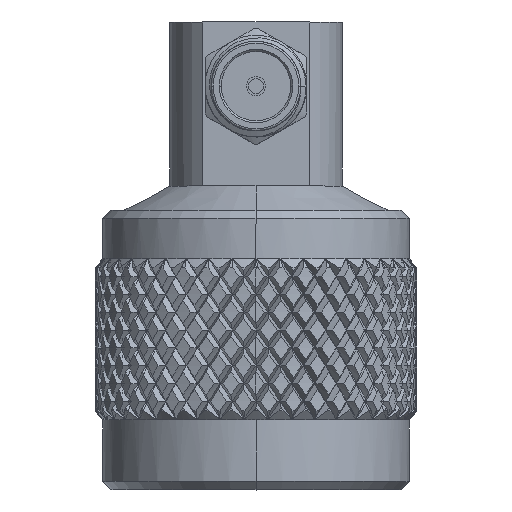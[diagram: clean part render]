
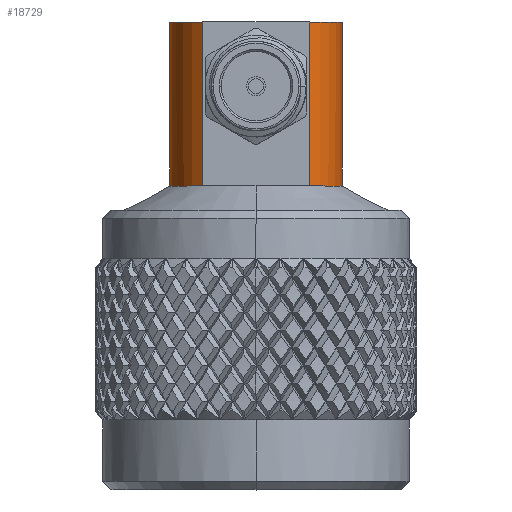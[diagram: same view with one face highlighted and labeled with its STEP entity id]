
A CAD part, top view. The second image highlights one B-rep face of the part: STEP entity #18729.
In plain terms, the highlighted cylindrical face has radius 5.395 mm (diameter 10.79 mm), a partial arc.
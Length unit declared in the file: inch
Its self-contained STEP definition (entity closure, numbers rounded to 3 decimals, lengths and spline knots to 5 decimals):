
#612 = CIRCLE ( 'NONE', #58625, 0.21241 ) ;
#14265 = ORIENTED_EDGE ( 'NONE', *, *, #89644, .F. ) ;
#15155 = EDGE_CURVE ( 'NONE', #63590, #60449, #37308, .T. ) ;
#16368 = DIRECTION ( 'NONE',  ( -1., 0., 0. ) ) ;
#18060 = FACE_OUTER_BOUND ( 'NONE', #36245, .T. ) ;
#18263 = DIRECTION ( 'NONE',  ( -1., 0., 0. ) ) ;
#18729 = ADVANCED_FACE ( 'NONE', ( #18060 ), #79282, .T. ) ;
#20160 = ORIENTED_EDGE ( 'NONE', *, *, #29151, .F. ) ;
#21589 = CARTESIAN_POINT ( 'NONE',  ( 0.46208, -0.13037, 0.16769 ) ) ;
#26725 = VERTEX_POINT ( 'NONE', #41383 ) ;
#29151 = EDGE_CURVE ( 'NONE', #26725, #34894, #33155, .T. ) ;
#30038 = ORIENTED_EDGE ( 'NONE', *, *, #31449, .T. ) ;
#30576 = AXIS2_PLACEMENT_3D ( 'NONE', #91720, #85174, #49193 ) ;
#30961 = CARTESIAN_POINT ( 'NONE',  ( -5.70743, 0., 0. ) ) ;
#31449 = EDGE_CURVE ( 'NONE', #41231, #34894, #612, .T. ) ;
#32094 = LINE ( 'NONE', #88914, #39983 ) ;
#33155 = LINE ( 'NONE', #39030, #79902 ) ;
#34705 = CARTESIAN_POINT ( 'NONE',  ( 0.46208, 0.13037, 0.16769 ) ) ;
#34894 = VERTEX_POINT ( 'NONE', #21589 ) ;
#35599 = DIRECTION ( 'NONE',  ( -1., 0., 0. ) ) ;
#35812 = CARTESIAN_POINT ( 'NONE',  ( 0.05962, 0.13037, 0.16769 ) ) ;
#36245 = EDGE_LOOP ( 'NONE', ( #30038, #20160, #14265, #71722, #64561 ) ) ;
#37308 = CIRCLE ( 'NONE', #30576, 0.21241 ) ;
#38421 = DIRECTION ( 'NONE',  ( 1., 0., 0. ) ) ;
#39030 = CARTESIAN_POINT ( 'NONE',  ( 0.05962, -0.13037, 0.16769 ) ) ;
#39983 = VECTOR ( 'NONE', #53537, 39.37008 ) ;
#40038 = CARTESIAN_POINT ( 'NONE',  ( 0.46208, 0., 0. ) ) ;
#41231 = VERTEX_POINT ( 'NONE', #34705 ) ;
#41383 = CARTESIAN_POINT ( 'NONE',  ( 0.05962, -0.13037, 0.16769 ) ) ;
#45688 = CIRCLE ( 'NONE', #67438, 0.21241 ) ;
#49193 = DIRECTION ( 'NONE',  ( 0., 0., 1. ) ) ;
#51360 = AXIS2_PLACEMENT_3D ( 'NONE', #30961, #16368, #87910 ) ;
#53537 = DIRECTION ( 'NONE',  ( 1., 0., 0. ) ) ;
#58625 = AXIS2_PLACEMENT_3D ( 'NONE', #40038, #18263, #75787 ) ;
#60449 = VERTEX_POINT ( 'NONE', #88146 ) ;
#62231 = EDGE_CURVE ( 'NONE', #63590, #41231, #32094, .T. ) ;
#63590 = VERTEX_POINT ( 'NONE', #35812 ) ;
#63656 = CARTESIAN_POINT ( 'NONE',  ( 0.05962, 0., 0. ) ) ;
#64561 = ORIENTED_EDGE ( 'NONE', *, *, #62231, .T. ) ;
#67438 = AXIS2_PLACEMENT_3D ( 'NONE', #63656, #35599, #77892 ) ;
#71722 = ORIENTED_EDGE ( 'NONE', *, *, #15155, .F. ) ;
#75787 = DIRECTION ( 'NONE',  ( 0., 0., 1. ) ) ;
#77892 = DIRECTION ( 'NONE',  ( 0., 0., 1. ) ) ;
#79282 = CYLINDRICAL_SURFACE ( 'NONE', #51360, 0.21241 ) ;
#79902 = VECTOR ( 'NONE', #38421, 39.37008 ) ;
#85174 = DIRECTION ( 'NONE',  ( -1., 0., 0. ) ) ;
#87910 = DIRECTION ( 'NONE',  ( 0., 0., 1. ) ) ;
#88146 = CARTESIAN_POINT ( 'NONE',  ( 0.05962, 0., -0.21241 ) ) ;
#88914 = CARTESIAN_POINT ( 'NONE',  ( 0.05962, 0.13037, 0.16769 ) ) ;
#89644 = EDGE_CURVE ( 'NONE', #60449, #26725, #45688, .T. ) ;
#91720 = CARTESIAN_POINT ( 'NONE',  ( 0.05962, 0., 0. ) ) ;
